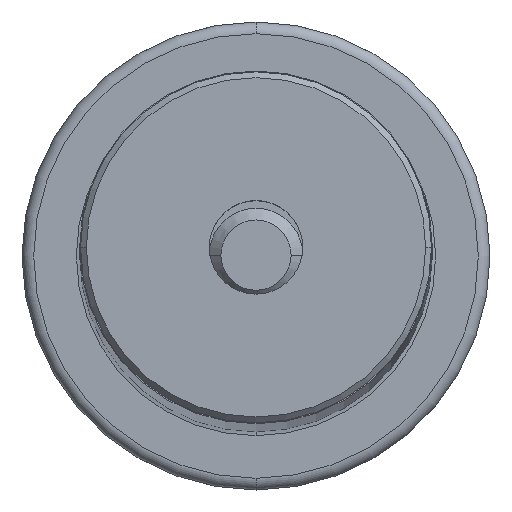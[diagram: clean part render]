
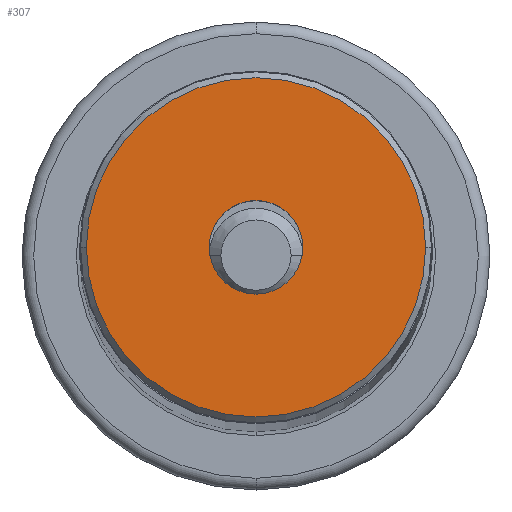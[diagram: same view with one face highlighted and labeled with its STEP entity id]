
A CAD part, top view. The second image highlights one B-rep face of the part: STEP entity #307.
In plain terms, the highlighted planar face has unit normal (0, 0, 1).
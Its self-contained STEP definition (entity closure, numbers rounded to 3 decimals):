
#307=ADVANCED_FACE('',(#632,#633),#634,.T.);
#632=FACE_BOUND('',#1009,.T.);
#633=FACE_OUTER_BOUND('',#1010,.T.);
#634=PLANE('',#1011);
#1009=EDGE_LOOP('',(#1687,#1688));
#1010=EDGE_LOOP('',(#1689,#1690));
#1011=AXIS2_PLACEMENT_3D('',#1691,#1692,#1693);
#1687=ORIENTED_EDGE('',*,*,#2334,.T.);
#1688=ORIENTED_EDGE('',*,*,#2221,.T.);
#1689=ORIENTED_EDGE('',*,*,#2226,.F.);
#1690=ORIENTED_EDGE('',*,*,#2300,.F.);
#1691=CARTESIAN_POINT('',(77.417,20.0,967.607));
#1692=DIRECTION('',(0.0,0.0,1.0));
#1693=DIRECTION('',(1.0,0.0,0.0));
#2221=EDGE_CURVE('',#2675,#2680,#2682,.T.);
#2226=EDGE_CURVE('',#2689,#2685,#2691,.T.);
#2300=EDGE_CURVE('',#2685,#2689,#2793,.T.);
#2334=EDGE_CURVE('',#2680,#2675,#2835,.T.);
#2675=VERTEX_POINT('',#3400);
#2680=VERTEX_POINT('',#3406);
#2682=CIRCLE('',#3409,8.0);
#2685=VERTEX_POINT('',#3412);
#2689=VERTEX_POINT('',#3417);
#2691=CIRCLE('',#3420,29.0);
#2793=CIRCLE('',#3587,29.0);
#2835=CIRCLE('',#3662,8.0);
#3400=CARTESIAN_POINT('',(85.417,20.0,967.607));
#3406=CARTESIAN_POINT('',(69.417,20.0,967.607));
#3409=AXIS2_PLACEMENT_3D('',#4046,#4047,#4048);
#3412=CARTESIAN_POINT('',(48.417,20.0,967.607));
#3417=CARTESIAN_POINT('',(106.417,20.0,967.607));
#3420=AXIS2_PLACEMENT_3D('',#4054,#4055,#4056);
#3587=AXIS2_PLACEMENT_3D('',#4155,#4156,#4157);
#3662=AXIS2_PLACEMENT_3D('',#4200,#4201,#4202);
#4046=CARTESIAN_POINT('',(77.417,20.0,967.607));
#4047=DIRECTION('',(0.0,0.0,-1.0));
#4048=DIRECTION('',(1.0,0.0,0.0));
#4054=CARTESIAN_POINT('',(77.417,20.0,967.607));
#4055=DIRECTION('',(-0.0,0.0,-1.0));
#4056=DIRECTION('',(-1.0,0.0,0.0));
#4155=CARTESIAN_POINT('',(77.417,20.0,967.607));
#4156=DIRECTION('',(-0.0,0.0,-1.0));
#4157=DIRECTION('',(-1.0,0.0,0.0));
#4200=CARTESIAN_POINT('',(77.417,20.0,967.607));
#4201=DIRECTION('',(0.0,0.0,-1.0));
#4202=DIRECTION('',(1.0,0.0,0.0));
